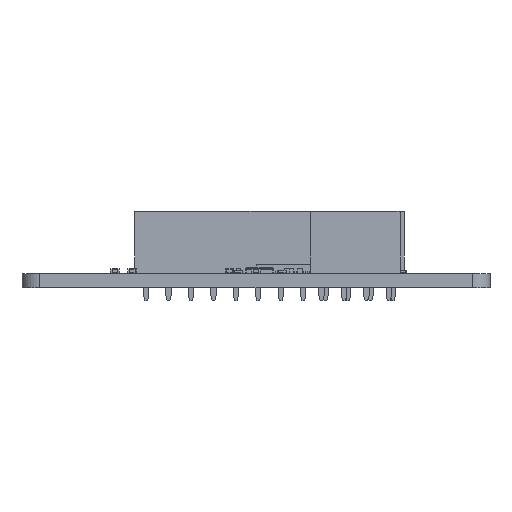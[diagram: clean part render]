
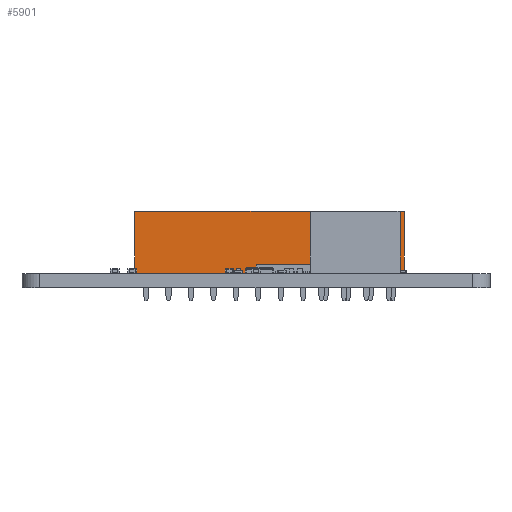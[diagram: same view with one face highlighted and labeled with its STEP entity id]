
A CAD part, front view. The second image highlights one B-rep face of the part: STEP entity #5901.
In plain terms, the highlighted face is planar.
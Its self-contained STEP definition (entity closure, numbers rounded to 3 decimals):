
#5901 = ADVANCED_FACE('',(#5902),#5936,.F.);
#5902 = FACE_BOUND('',#5903,.F.);
#5903 = EDGE_LOOP('',(#5904,#5914,#5922,#5930));
#5904 = ORIENTED_EDGE('',*,*,#5905,.T.);
#5905 = EDGE_CURVE('',#5906,#5908,#5910,.T.);
#5906 = VERTEX_POINT('',#5907);
#5907 = CARTESIAN_POINT('',(1.27,-29.21,0.));
#5908 = VERTEX_POINT('',#5909);
#5909 = CARTESIAN_POINT('',(1.27,-29.21,7.));
#5910 = LINE('',#5911,#5912);
#5911 = CARTESIAN_POINT('',(1.27,-29.21,0.));
#5912 = VECTOR('',#5913,1.);
#5913 = DIRECTION('',(0.,0.,1.));
#5914 = ORIENTED_EDGE('',*,*,#5915,.T.);
#5915 = EDGE_CURVE('',#5908,#5916,#5918,.T.);
#5916 = VERTEX_POINT('',#5917);
#5917 = CARTESIAN_POINT('',(1.27,1.27,7.));
#5918 = LINE('',#5919,#5920);
#5919 = CARTESIAN_POINT('',(1.27,-29.21,7.));
#5920 = VECTOR('',#5921,1.);
#5921 = DIRECTION('',(0.,1.,0.));
#5922 = ORIENTED_EDGE('',*,*,#5923,.F.);
#5923 = EDGE_CURVE('',#5924,#5916,#5926,.T.);
#5924 = VERTEX_POINT('',#5925);
#5925 = CARTESIAN_POINT('',(1.27,1.27,0.));
#5926 = LINE('',#5927,#5928);
#5927 = CARTESIAN_POINT('',(1.27,1.27,0.));
#5928 = VECTOR('',#5929,1.);
#5929 = DIRECTION('',(0.,0.,1.));
#5930 = ORIENTED_EDGE('',*,*,#5931,.F.);
#5931 = EDGE_CURVE('',#5906,#5924,#5932,.T.);
#5932 = LINE('',#5933,#5934);
#5933 = CARTESIAN_POINT('',(1.27,-29.21,0.));
#5934 = VECTOR('',#5935,1.);
#5935 = DIRECTION('',(0.,1.,0.));
#5936 = PLANE('',#5937);
#5937 = AXIS2_PLACEMENT_3D('',#5938,#5939,#5940);
#5938 = CARTESIAN_POINT('',(1.27,-29.21,0.));
#5939 = DIRECTION('',(-1.,0.,0.));
#5940 = DIRECTION('',(0.,1.,0.));
